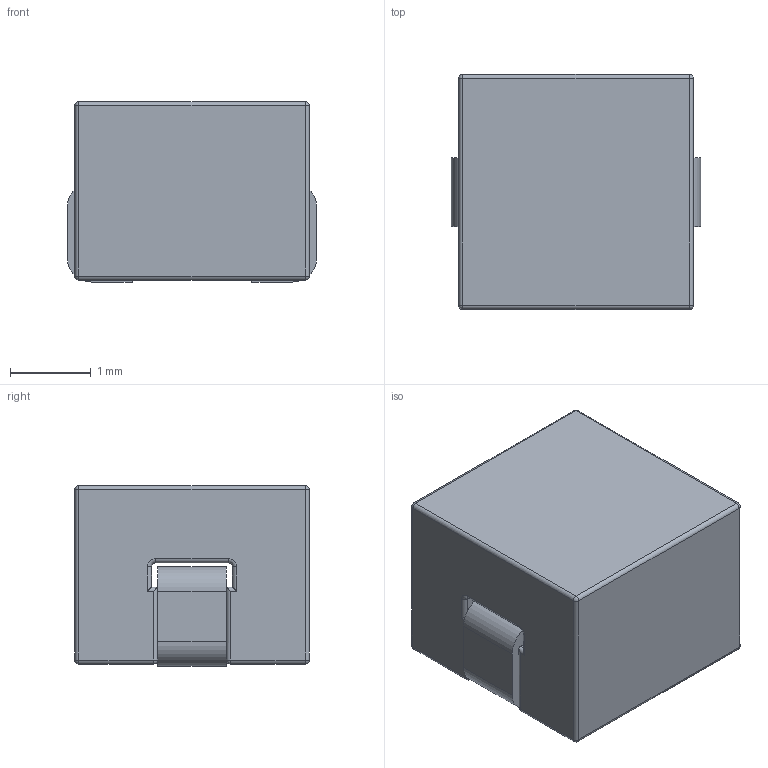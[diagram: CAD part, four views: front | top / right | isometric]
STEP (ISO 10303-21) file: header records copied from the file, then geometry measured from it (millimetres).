
FILE_DESCRIPTION(/* description */ ('Unknown'),/* implementation_level */ '2;1');
FILE_NAME(/* name */ 'FB_Wurth_WE-PBF-3029',/* time_stamp */ '2025-06-19T14:23:51+08:00',/* author */ ('Unknown'),/* organization */ ('Unknown'),/* preprocessor_version */ 'ST-DEVELOPER v19.4',/* originating_system */ 'Solid Edge',/* authorisation */ 'Unknown');
FILE_SCHEMA (('AUTOMOTIVE_DESIGN {1 0 10303 214 3 1 1}'));
Length unit declared in the file: millimetre
Products named in the file (2): FB_Wurth_WE-PBF-3029
Assembly tree (1 placements, depth 2):
  FB_Wurth_WE-PBF-3029
    FB_Wurth_WE-PBF-3029
Bounding box: 3.08 x 2.9 x 2.23 mm (x, y, z)
Volume: 18 mm3; surface area: 54.3 mm2
Topology: 1 solids, 1 shells, 90 faces, 214 edges, 112 vertices
Faces by surface type: cylinder 42, plane 28, sphere 12, torus 8
Entity records: 3123 total; most frequent: DIRECTION 454, CARTESIAN_POINT 430, ORIENTED_EDGE 404, EDGE_CURVE 202, AXIS2_PLACEMENT_3D 168, LINE 118, VECTOR 118, VERTEX_POINT 112
